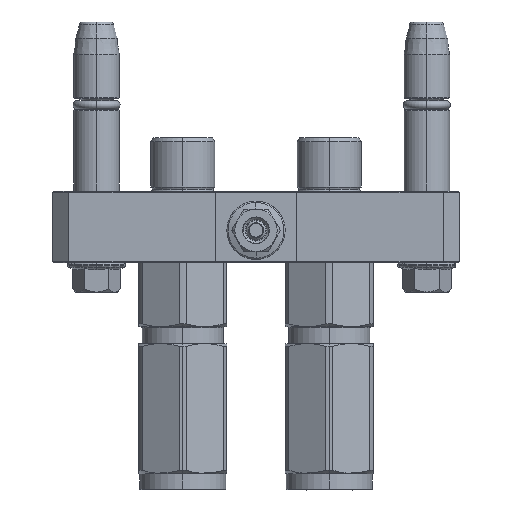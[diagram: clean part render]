
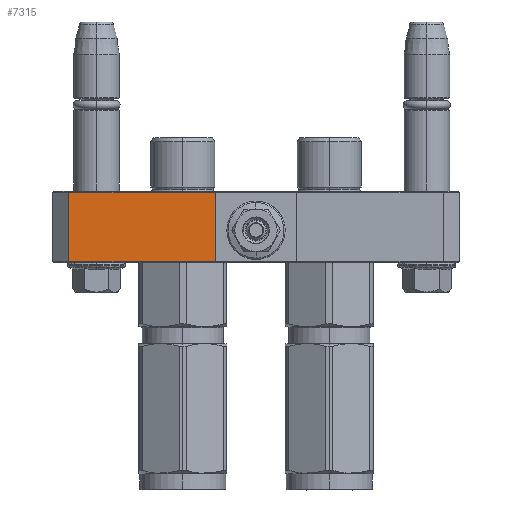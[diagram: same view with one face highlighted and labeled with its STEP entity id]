
A CAD part, front view. The second image highlights one B-rep face of the part: STEP entity #7315.
In plain terms, the highlighted face is planar.
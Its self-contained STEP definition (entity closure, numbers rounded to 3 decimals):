
#895 = DIRECTION ( 'NONE',  ( 1., 0., 0. ) ) ;
#1025 = EDGE_LOOP ( 'NONE', ( #20201, #20541, #7719, #18885 ) ) ;
#1983 = LINE ( 'NONE', #25522, #20241 ) ;
#2142 = VECTOR ( 'NONE', #27168, 1000. ) ;
#2741 = DIRECTION ( 'NONE',  ( 1., 0., 0. ) ) ;
#3195 = LINE ( 'NONE', #4784, #2142 ) ;
#3698 = FACE_OUTER_BOUND ( 'NONE', #1025, .T. ) ;
#4784 = CARTESIAN_POINT ( 'NONE',  ( 50., 21.7, -37.5 ) ) ;
#6814 = EDGE_CURVE ( 'NONE', #23589, #22935, #1983, .T. ) ;
#7315 = ADVANCED_FACE ( 'NONE', ( #3698 ), #21116, .F. ) ;
#7667 = CARTESIAN_POINT ( 'NONE',  ( -5., 22., -37.5 ) ) ;
#7719 = ORIENTED_EDGE ( 'NONE', *, *, #12769, .F. ) ;
#7842 = CARTESIAN_POINT ( 'NONE',  ( 50., 21.7, -37.5 ) ) ;
#10374 = CARTESIAN_POINT ( 'NONE',  ( 5., 21.7, -37.5 ) ) ;
#10824 = VERTEX_POINT ( 'NONE', #10374 ) ;
#10925 = EDGE_CURVE ( 'NONE', #20516, #22935, #19990, .T. ) ;
#11980 = DIRECTION ( 'NONE',  ( 0., 0., 1. ) ) ;
#12658 = EDGE_CURVE ( 'NONE', #20516, #10824, #3195, .T. ) ;
#12769 = EDGE_CURVE ( 'NONE', #10824, #23589, #15169, .T. ) ;
#15169 = LINE ( 'NONE', #16389, #17290 ) ;
#16389 = CARTESIAN_POINT ( 'NONE',  ( 5., 21.7, -37.5 ) ) ;
#17290 = VECTOR ( 'NONE', #18747, 1000. ) ;
#18258 = VECTOR ( 'NONE', #19816, 1000. ) ;
#18747 = DIRECTION ( 'NONE',  ( 0., -1., 0. ) ) ;
#18885 = ORIENTED_EDGE ( 'NONE', *, *, #12658, .F. ) ;
#19816 = DIRECTION ( 'NONE',  ( 0., -1., 0. ) ) ;
#19990 = LINE ( 'NONE', #29006, #18258 ) ;
#20201 = ORIENTED_EDGE ( 'NONE', *, *, #10925, .T. ) ;
#20241 = VECTOR ( 'NONE', #895, 1000. ) ;
#20385 = CARTESIAN_POINT ( 'NONE',  ( 5., 0.3, -37.5 ) ) ;
#20516 = VERTEX_POINT ( 'NONE', #7842 ) ;
#20541 = ORIENTED_EDGE ( 'NONE', *, *, #6814, .F. ) ;
#21116 = PLANE ( 'NONE',  #27126 ) ;
#22935 = VERTEX_POINT ( 'NONE', #25228 ) ;
#23589 = VERTEX_POINT ( 'NONE', #20385 ) ;
#25228 = CARTESIAN_POINT ( 'NONE',  ( 50., 0.3, -37.5 ) ) ;
#25522 = CARTESIAN_POINT ( 'NONE',  ( 5., 0.3, -37.5 ) ) ;
#27126 = AXIS2_PLACEMENT_3D ( 'NONE', #7667, #11980, #2741 ) ;
#27168 = DIRECTION ( 'NONE',  ( -1., 0., 0. ) ) ;
#29006 = CARTESIAN_POINT ( 'NONE',  ( 50., 21.7, -37.5 ) ) ;
